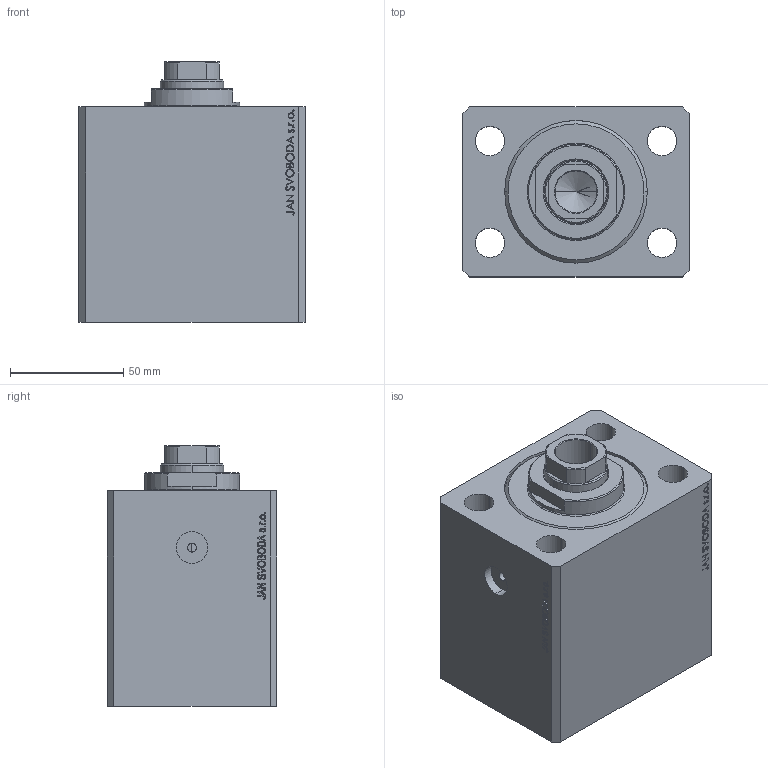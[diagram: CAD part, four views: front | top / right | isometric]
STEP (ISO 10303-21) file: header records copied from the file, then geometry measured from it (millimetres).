
FILE_DESCRIPTION (( 'STEP AP203' ), '1' );
FILE_NAME ('e3e7.STEP', '2022-04-09T18:35:14', ( '' ), ( '' ), 'SwSTEP 2.0', 'SolidWorks 2019', '' );
FILE_SCHEMA (( 'CONFIG_CONTROL_DESIGN' ));
Length unit declared in the file: millimetre
Products named in the file (4): V250CE_C_Body 3123aa2b8ee5b3fa70fccb08854e02e4; V250CE_VC_C 3123aa2b8ee5b3fa70fccb08854e02e4; e3e7; V250CE_C_VCP 3123aa2b8ee5b3fa70fccb08854e02e4
Assembly tree (3 placements, depth 2):
  e3e7
    V250CE_C_Body 3123aa2b8ee5b3fa70fccb08854e02e4
    V250CE_C_VCP 3123aa2b8ee5b3fa70fccb08854e02e4
    V250CE_VC_C 3123aa2b8ee5b3fa70fccb08854e02e4
Bounding box: 100 x 75 x 114.9 mm (x, y, z)
Volume: 637321.1 mm3; surface area: 110346.3 mm2
Topology: 3 solids, 3 shells, 868 faces, 2253 edges, 1493 vertices
Faces by surface type: plane 428, bspline 374, cylinder 46, cone 14, torus 6
Entity records: 44631 total; most frequent: CARTESIAN_POINT 25434, ORIENTED_EDGE 4502, DIRECTION 2599, EDGE_CURVE 2251, VERTEX_POINT 1493, VECTOR 1367, LINE 1367, EDGE_LOOP 988
